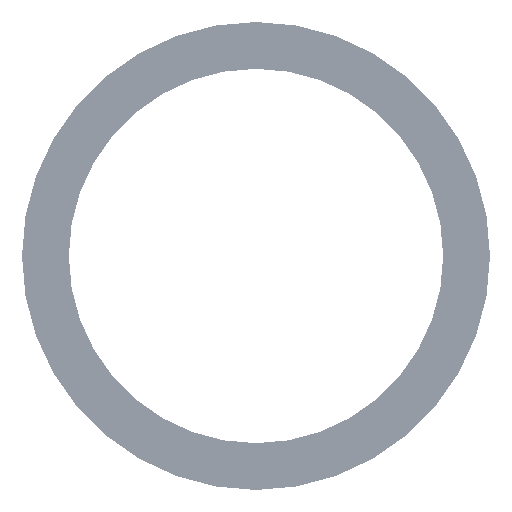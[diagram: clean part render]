
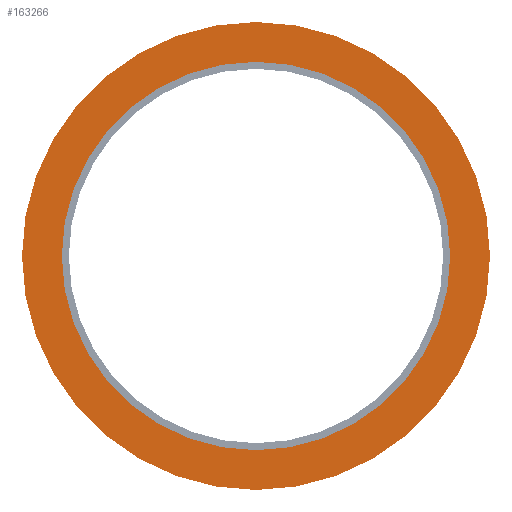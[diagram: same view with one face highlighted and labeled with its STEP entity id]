
A CAD part, left-side view. The second image highlights one B-rep face of the part: STEP entity #163266.
In plain terms, the highlighted planar face has unit normal (-1, 0, 0).
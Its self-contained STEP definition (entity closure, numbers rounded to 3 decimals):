
#580 = DIRECTION ( 'NONE',  ( -1., 0., 0. ) ) ;
#2969 = ORIENTED_EDGE ( 'NONE', *, *, #157775, .F. ) ;
#15119 = CIRCLE ( 'NONE', #102843, 20. ) ;
#16607 = CARTESIAN_POINT ( 'NONE',  ( 0.85, 0., 0. ) ) ;
#18019 = CIRCLE ( 'NONE', #60603, 16.6 ) ;
#22621 = AXIS2_PLACEMENT_3D ( 'NONE', #106292, #25086, #119976 ) ;
#24455 = CARTESIAN_POINT ( 'NONE',  ( 0.85, 0., 0. ) ) ;
#25086 = DIRECTION ( 'NONE',  ( 1., 0., 0. ) ) ;
#25665 = EDGE_LOOP ( 'NONE', ( #2969, #60452 ) ) ;
#30047 = CIRCLE ( 'NONE', #159964, 16.6 ) ;
#30236 = DIRECTION ( 'NONE',  ( 0., 0., 1. ) ) ;
#34866 = CARTESIAN_POINT ( 'NONE',  ( 0.85, 0., 0. ) ) ;
#38055 = DIRECTION ( 'NONE',  ( 0., 0., 1. ) ) ;
#39136 = CARTESIAN_POINT ( 'NONE',  ( 0.85, 0., -20. ) ) ;
#40326 = CIRCLE ( 'NONE', #108195, 20. ) ;
#43421 = FACE_BOUND ( 'NONE', #25665, .T. ) ;
#48472 = DIRECTION ( 'NONE',  ( 0., 0., 1. ) ) ;
#49109 = EDGE_LOOP ( 'NONE', ( #144907, #101884 ) ) ;
#51735 = PLANE ( 'NONE',  #22621 ) ;
#60452 = ORIENTED_EDGE ( 'NONE', *, *, #155822, .F. ) ;
#60603 = AXIS2_PLACEMENT_3D ( 'NONE', #81767, #580, #95433 ) ;
#80908 = CARTESIAN_POINT ( 'NONE',  ( 0.85, 0., -16.6 ) ) ;
#81767 = CARTESIAN_POINT ( 'NONE',  ( 0.85, 0., 0. ) ) ;
#92099 = VERTEX_POINT ( 'NONE', #80908 ) ;
#95433 = DIRECTION ( 'NONE',  ( 0., 0., 1. ) ) ;
#101884 = ORIENTED_EDGE ( 'NONE', *, *, #152706, .F. ) ;
#102843 = AXIS2_PLACEMENT_3D ( 'NONE', #16607, #111402, #30236 ) ;
#103972 = CARTESIAN_POINT ( 'NONE',  ( 0.85, 0., 20. ) ) ;
#104823 = VERTEX_POINT ( 'NONE', #39136 ) ;
#106292 = CARTESIAN_POINT ( 'NONE',  ( 0.85, 16.6, 0. ) ) ;
#108195 = AXIS2_PLACEMENT_3D ( 'NONE', #24455, #119346, #38055 ) ;
#111330 = FACE_OUTER_BOUND ( 'NONE', #49109, .T. ) ;
#111402 = DIRECTION ( 'NONE',  ( 1., 0., 0. ) ) ;
#119346 = DIRECTION ( 'NONE',  ( 1., 0., 0. ) ) ;
#119976 = DIRECTION ( 'NONE',  ( 0., 0., -1. ) ) ;
#129787 = DIRECTION ( 'NONE',  ( -1., 0., 0. ) ) ;
#144907 = ORIENTED_EDGE ( 'NONE', *, *, #169964, .F. ) ;
#150112 = CARTESIAN_POINT ( 'NONE',  ( 0.85, 0., 16.6 ) ) ;
#152706 = EDGE_CURVE ( 'NONE', #104823, #159234, #40326, .T. ) ;
#155822 = EDGE_CURVE ( 'NONE', #92099, #161870, #30047, .T. ) ;
#157775 = EDGE_CURVE ( 'NONE', #161870, #92099, #18019, .T. ) ;
#159234 = VERTEX_POINT ( 'NONE', #103972 ) ;
#159964 = AXIS2_PLACEMENT_3D ( 'NONE', #34866, #129787, #48472 ) ;
#161870 = VERTEX_POINT ( 'NONE', #150112 ) ;
#163266 = ADVANCED_FACE ( 'NONE', ( #111330, #43421 ), #51735, .F. ) ;
#169964 = EDGE_CURVE ( 'NONE', #159234, #104823, #15119, .T. ) ;
